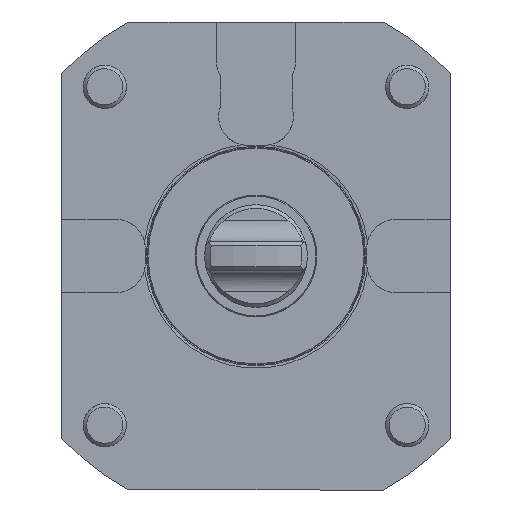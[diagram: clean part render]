
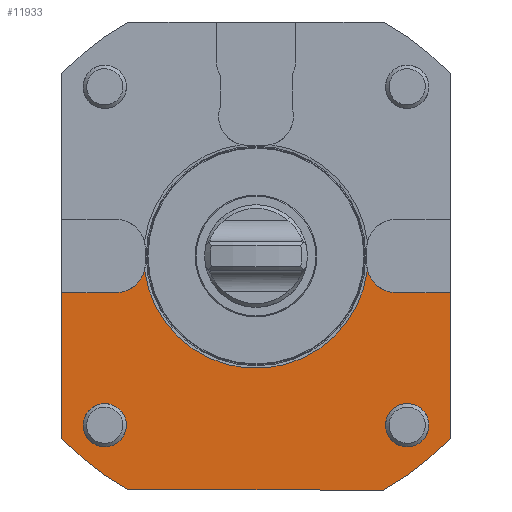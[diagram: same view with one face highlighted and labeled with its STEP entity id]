
A CAD part, front view. The second image highlights one B-rep face of the part: STEP entity #11933.
In plain terms, the highlighted planar face has unit normal (0, -1, 0).
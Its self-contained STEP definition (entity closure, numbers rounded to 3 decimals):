
#306 = AXIS2_PLACEMENT_3D ( 'NONE', #16497, #4005, #9939 ) ;
#316 = EDGE_CURVE ( 'NONE', #17605, #17095, #1318, .T. ) ;
#1014 = ORIENTED_EDGE ( 'NONE', *, *, #5379, .F. ) ;
#1057 = DIRECTION ( 'NONE',  ( 0., -1., 0. ) ) ;
#1117 = VERTEX_POINT ( 'NONE', #9285 ) ;
#1220 = EDGE_CURVE ( 'NONE', #20017, #2109, #2822, .T. ) ;
#1290 = LINE ( 'NONE', #3174, #15009 ) ;
#1318 = LINE ( 'NONE', #7545, #1782 ) ;
#1519 = VERTEX_POINT ( 'NONE', #13365 ) ;
#1626 = AXIS2_PLACEMENT_3D ( 'NONE', #10868, #15730, #9169 ) ;
#1672 = EDGE_CURVE ( 'NONE', #20017, #1117, #9026, .T. ) ;
#1742 = CIRCLE ( 'NONE', #10835, 74. ) ;
#1782 = VECTOR ( 'NONE', #3000, 1000. ) ;
#2109 = VERTEX_POINT ( 'NONE', #13113 ) ;
#2518 = PLANE ( 'NONE',  #4604 ) ;
#2732 = DIRECTION ( 'NONE',  ( 0., 0., 1. ) ) ;
#2819 = CARTESIAN_POINT ( 'NONE',  ( 0., 0., 0. ) ) ;
#2822 = CIRCLE ( 'NONE', #4823, 74. ) ;
#3000 = DIRECTION ( 'NONE',  ( -1., 0., 0. ) ) ;
#3174 = CARTESIAN_POINT ( 'NONE',  ( 54., 0., 0. ) ) ;
#3484 = ORIENTED_EDGE ( 'NONE', *, *, #19693, .T. ) ;
#3584 = DIRECTION ( 'NONE',  ( 1., 0., 0. ) ) ;
#3796 = ORIENTED_EDGE ( 'NONE', *, *, #11789, .F. ) ;
#4005 = DIRECTION ( 'NONE',  ( 0., 1., 0. ) ) ;
#4092 = DIRECTION ( 'NONE',  ( 0., -1., 0. ) ) ;
#4304 = FACE_BOUND ( 'NONE', #17699, .T. ) ;
#4338 = DIRECTION ( 'NONE',  ( 0., 0., 1. ) ) ;
#4604 = AXIS2_PLACEMENT_3D ( 'NONE', #18642, #4092, #2732 ) ;
#4823 = AXIS2_PLACEMENT_3D ( 'NONE', #18779, #14260, #14158 ) ;
#4886 = ORIENTED_EDGE ( 'NONE', *, *, #5252, .F. ) ;
#5252 = EDGE_CURVE ( 'NONE', #17001, #17095, #20105, .T. ) ;
#5270 = CARTESIAN_POINT ( 'NONE',  ( -54., 0., -50.596 ) ) ;
#5357 = DIRECTION ( 'NONE',  ( 0., -1., 0. ) ) ;
#5379 = EDGE_CURVE ( 'NONE', #11384, #11384, #16789, .T. ) ;
#5781 = DIRECTION ( 'NONE',  ( 0., 0., 1. ) ) ;
#5942 = CARTESIAN_POINT ( 'NONE',  ( 0., 0., 0. ) ) ;
#6267 = EDGE_CURVE ( 'NONE', #16492, #14878, #15484, .T. ) ;
#6439 = DIRECTION ( 'NONE',  ( 0., 0., 1. ) ) ;
#6739 = CARTESIAN_POINT ( 'NONE',  ( 48., 0., -47. ) ) ;
#6851 = VERTEX_POINT ( 'NONE', #6739 ) ;
#6866 = CARTESIAN_POINT ( 'NONE',  ( -38.75, 0., -10.15 ) ) ;
#6882 = CARTESIAN_POINT ( 'NONE',  ( 30.951, 0., -3.933 ) ) ;
#7002 = ORIENTED_EDGE ( 'NONE', *, *, #8715, .F. ) ;
#7545 = CARTESIAN_POINT ( 'NONE',  ( 59.893, 0., -10.15 ) ) ;
#7687 = EDGE_CURVE ( 'NONE', #1519, #17215, #1742, .T. ) ;
#8269 = CIRCLE ( 'NONE', #16013, 6. ) ;
#8550 = VECTOR ( 'NONE', #12417, 1000. ) ;
#8715 = EDGE_CURVE ( 'NONE', #16492, #17001, #10536, .T. ) ;
#9026 = LINE ( 'NONE', #12306, #8550 ) ;
#9169 = DIRECTION ( 'NONE',  ( 1., 0., 0. ) ) ;
#9285 = CARTESIAN_POINT ( 'NONE',  ( -54., 0., -10.15 ) ) ;
#9338 = DIRECTION ( 'NONE',  ( 0., -1., 0. ) ) ;
#9620 = LINE ( 'NONE', #9722, #14054 ) ;
#9722 = CARTESIAN_POINT ( 'NONE',  ( 0., 0., -65. ) ) ;
#9753 = CARTESIAN_POINT ( 'NONE',  ( 42., 0., -47. ) ) ;
#9939 = DIRECTION ( 'NONE',  ( 0., 0., -1. ) ) ;
#10110 = CARTESIAN_POINT ( 'NONE',  ( -59.893, 0., -10.15 ) ) ;
#10450 = CARTESIAN_POINT ( 'NONE',  ( 54., 0., -10.15 ) ) ;
#10536 = CIRCLE ( 'NONE', #18933, 31.2 ) ;
#10644 = FACE_BOUND ( 'NONE', #14915, .T. ) ;
#10835 = AXIS2_PLACEMENT_3D ( 'NONE', #5942, #10991, #4338 ) ;
#10868 = CARTESIAN_POINT ( 'NONE',  ( -42., 0., -47. ) ) ;
#10991 = DIRECTION ( 'NONE',  ( 0., -1., 0. ) ) ;
#11142 = EDGE_CURVE ( 'NONE', #6851, #6851, #8269, .T. ) ;
#11376 = EDGE_CURVE ( 'NONE', #17215, #17605, #1290, .T. ) ;
#11384 = VERTEX_POINT ( 'NONE', #17823 ) ;
#11430 = ORIENTED_EDGE ( 'NONE', *, *, #7687, .T. ) ;
#11449 = DIRECTION ( 'NONE',  ( 1., 0., 0. ) ) ;
#11462 = EDGE_LOOP ( 'NONE', ( #13438, #13872, #4886, #7002, #17187, #3796, #17056, #14725, #3484, #11430 ) ) ;
#11789 = EDGE_CURVE ( 'NONE', #1117, #14878, #17928, .T. ) ;
#11933 = ADVANCED_FACE ( 'Defeature completata1_4', ( #10644, #4304, #20307 ), #2518, .T. ) ;
#12306 = CARTESIAN_POINT ( 'NONE',  ( -54., 0., 0. ) ) ;
#12417 = DIRECTION ( 'NONE',  ( 0., 0., 1. ) ) ;
#12755 = AXIS2_PLACEMENT_3D ( 'NONE', #13509, #1057, #17192 ) ;
#13113 = CARTESIAN_POINT ( 'NONE',  ( -35.369, 0., -65. ) ) ;
#13365 = CARTESIAN_POINT ( 'NONE',  ( 35.369, 0., -65. ) ) ;
#13438 = ORIENTED_EDGE ( 'NONE', *, *, #11376, .T. ) ;
#13509 = CARTESIAN_POINT ( 'NONE',  ( 38.75, 0., -2.15 ) ) ;
#13797 = ORIENTED_EDGE ( 'NONE', *, *, #11142, .F. ) ;
#13872 = ORIENTED_EDGE ( 'NONE', *, *, #316, .T. ) ;
#14054 = VECTOR ( 'NONE', #16165, 1000. ) ;
#14158 = DIRECTION ( 'NONE',  ( 0., 0., 1. ) ) ;
#14208 = CARTESIAN_POINT ( 'NONE',  ( 54., 0., -50.596 ) ) ;
#14260 = DIRECTION ( 'NONE',  ( 0., -1., 0. ) ) ;
#14725 = ORIENTED_EDGE ( 'NONE', *, *, #1220, .T. ) ;
#14878 = VERTEX_POINT ( 'NONE', #6866 ) ;
#14915 = EDGE_LOOP ( 'NONE', ( #1014 ) ) ;
#15009 = VECTOR ( 'NONE', #6439, 1000. ) ;
#15484 = CIRCLE ( 'NONE', #306, 8. ) ;
#15730 = DIRECTION ( 'NONE',  ( 0., -1., 0. ) ) ;
#16013 = AXIS2_PLACEMENT_3D ( 'NONE', #9753, #5357, #11449 ) ;
#16165 = DIRECTION ( 'NONE',  ( 1., 0., 0. ) ) ;
#16492 = VERTEX_POINT ( 'NONE', #20496 ) ;
#16497 = CARTESIAN_POINT ( 'NONE',  ( -38.75, 0., -2.15 ) ) ;
#16712 = VECTOR ( 'NONE', #3584, 1000. ) ;
#16789 = CIRCLE ( 'NONE', #1626, 6. ) ;
#17001 = VERTEX_POINT ( 'NONE', #6882 ) ;
#17056 = ORIENTED_EDGE ( 'NONE', *, *, #1672, .F. ) ;
#17095 = VERTEX_POINT ( 'NONE', #19583 ) ;
#17187 = ORIENTED_EDGE ( 'NONE', *, *, #6267, .T. ) ;
#17192 = DIRECTION ( 'NONE',  ( 0., 0., 1. ) ) ;
#17215 = VERTEX_POINT ( 'NONE', #14208 ) ;
#17605 = VERTEX_POINT ( 'NONE', #10450 ) ;
#17699 = EDGE_LOOP ( 'NONE', ( #13797 ) ) ;
#17823 = CARTESIAN_POINT ( 'NONE',  ( -36., 0., -47. ) ) ;
#17928 = LINE ( 'NONE', #10110, #16712 ) ;
#18642 = CARTESIAN_POINT ( 'NONE',  ( 0., 0., 0. ) ) ;
#18779 = CARTESIAN_POINT ( 'NONE',  ( 0., 0., 0. ) ) ;
#18933 = AXIS2_PLACEMENT_3D ( 'NONE', #2819, #9338, #5781 ) ;
#19583 = CARTESIAN_POINT ( 'NONE',  ( 38.75, 0., -10.15 ) ) ;
#19693 = EDGE_CURVE ( 'NONE', #2109, #1519, #9620, .T. ) ;
#20017 = VERTEX_POINT ( 'NONE', #5270 ) ;
#20105 = CIRCLE ( 'NONE', #12755, 8. ) ;
#20307 = FACE_OUTER_BOUND ( 'NONE', #11462, .T. ) ;
#20496 = CARTESIAN_POINT ( 'NONE',  ( -30.951, 0., -3.933 ) ) ;
